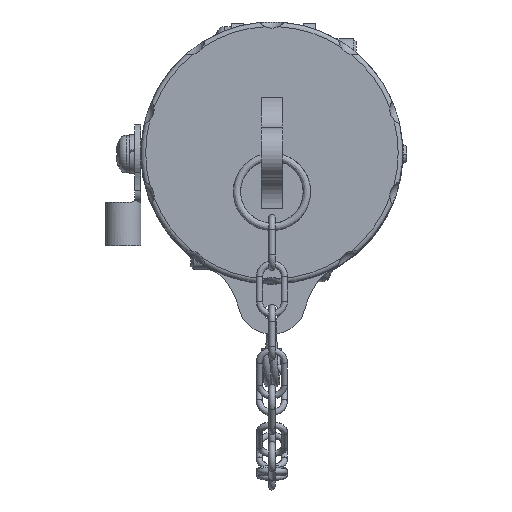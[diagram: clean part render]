
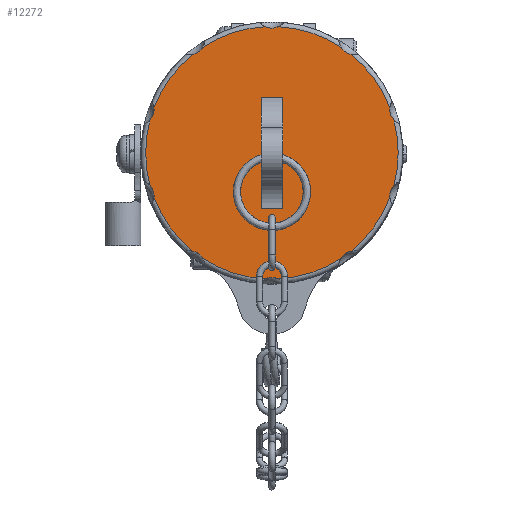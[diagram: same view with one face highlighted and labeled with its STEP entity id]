
A CAD part, top view. The second image highlights one B-rep face of the part: STEP entity #12272.
In plain terms, the highlighted planar face has unit normal (0, 0, 1).
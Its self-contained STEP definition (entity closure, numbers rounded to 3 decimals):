
#189=PLANE('',#13121);
#543=FACE_BOUND('',#3334,.T.);
#1043=LINE('',#18154,#1753);
#1066=LINE('',#19066,#1776);
#1067=LINE('',#19139,#1777);
#1070=LINE('',#19144,#1780);
#1753=VECTOR('',#14492,10.);
#1776=VECTOR('',#14687,10.);
#1777=VECTOR('',#14696,10.);
#1780=VECTOR('',#14703,10.);
#2659=FACE_OUTER_BOUND('',#3333,.T.);
#3333=EDGE_LOOP('',(#8215,#8216,#8217,#8218,#8219,#8220,#8221,#8222,#8223,
#8224,#8225,#8226,#8227,#8228,#8229,#8230,#8231,#8232,#8233,#8234));
#3334=EDGE_LOOP('',(#8235,#8236,#8237,#8238));
#4092=CIRCLE('',#13056,2.5);
#4093=CIRCLE('',#13058,2.5);
#4094=CIRCLE('',#13060,2.5);
#4095=CIRCLE('',#13062,2.5);
#4096=CIRCLE('',#13064,2.5);
#4097=CIRCLE('',#13066,2.5);
#4098=CIRCLE('',#13068,2.5);
#4099=CIRCLE('',#13070,2.5);
#4100=CIRCLE('',#13072,2.5);
#4101=CIRCLE('',#13074,2.5);
#4115=CIRCLE('',#13090,20.25);
#4116=CIRCLE('',#13092,20.25);
#4117=CIRCLE('',#13094,20.25);
#4118=CIRCLE('',#13096,20.25);
#4119=CIRCLE('',#13098,20.25);
#4120=CIRCLE('',#13100,20.25);
#4121=CIRCLE('',#13102,20.25);
#4122=CIRCLE('',#13104,20.25);
#4123=CIRCLE('',#13106,20.25);
#4124=CIRCLE('',#13108,20.25);
#4760=VERTEX_POINT('',#18152);
#4761=VERTEX_POINT('',#18153);
#4795=VERTEX_POINT('',#18700);
#4796=VERTEX_POINT('',#18713);
#4799=VERTEX_POINT('',#18732);
#4800=VERTEX_POINT('',#18745);
#4803=VERTEX_POINT('',#18766);
#4804=VERTEX_POINT('',#18779);
#4807=VERTEX_POINT('',#18798);
#4808=VERTEX_POINT('',#18811);
#4811=VERTEX_POINT('',#18832);
#4812=VERTEX_POINT('',#18845);
#4815=VERTEX_POINT('',#18864);
#4816=VERTEX_POINT('',#18877);
#4819=VERTEX_POINT('',#18896);
#4820=VERTEX_POINT('',#18909);
#4823=VERTEX_POINT('',#18930);
#4824=VERTEX_POINT('',#18943);
#4827=VERTEX_POINT('',#18962);
#4828=VERTEX_POINT('',#18975);
#4831=VERTEX_POINT('',#18994);
#4832=VERTEX_POINT('',#19007);
#4837=VERTEX_POINT('',#19064);
#4838=VERTEX_POINT('',#19065);
#6033=EDGE_CURVE('',#4760,#4761,#1043,.T.);
#6071=EDGE_CURVE('',#4796,#4795,#4092,.T.);
#6076=EDGE_CURVE('',#4800,#4799,#4093,.T.);
#6081=EDGE_CURVE('',#4804,#4803,#4094,.T.);
#6086=EDGE_CURVE('',#4808,#4807,#4095,.T.);
#6091=EDGE_CURVE('',#4812,#4811,#4096,.T.);
#6096=EDGE_CURVE('',#4816,#4815,#4097,.T.);
#6101=EDGE_CURVE('',#4820,#4819,#4098,.T.);
#6106=EDGE_CURVE('',#4824,#4823,#4099,.T.);
#6111=EDGE_CURVE('',#4828,#4827,#4100,.T.);
#6116=EDGE_CURVE('',#4832,#4831,#4101,.T.);
#6133=EDGE_CURVE('',#4815,#4812,#4115,.T.);
#6134=EDGE_CURVE('',#4811,#4820,#4116,.T.);
#6135=EDGE_CURVE('',#4807,#4824,#4117,.T.);
#6136=EDGE_CURVE('',#4819,#4808,#4118,.T.);
#6137=EDGE_CURVE('',#4823,#4804,#4119,.T.);
#6138=EDGE_CURVE('',#4803,#4828,#4120,.T.);
#6139=EDGE_CURVE('',#4827,#4800,#4121,.T.);
#6140=EDGE_CURVE('',#4799,#4832,#4122,.T.);
#6141=EDGE_CURVE('',#4831,#4796,#4123,.T.);
#6142=EDGE_CURVE('',#4795,#4816,#4124,.T.);
#6143=EDGE_CURVE('',#4837,#4838,#1066,.T.);
#6149=EDGE_CURVE('',#4761,#4837,#1067,.T.);
#6152=EDGE_CURVE('',#4760,#4838,#1070,.T.);
#8215=ORIENTED_EDGE('',*,*,#6071,.T.);
#8216=ORIENTED_EDGE('',*,*,#6142,.T.);
#8217=ORIENTED_EDGE('',*,*,#6096,.T.);
#8218=ORIENTED_EDGE('',*,*,#6133,.T.);
#8219=ORIENTED_EDGE('',*,*,#6091,.T.);
#8220=ORIENTED_EDGE('',*,*,#6134,.T.);
#8221=ORIENTED_EDGE('',*,*,#6101,.T.);
#8222=ORIENTED_EDGE('',*,*,#6136,.T.);
#8223=ORIENTED_EDGE('',*,*,#6086,.T.);
#8224=ORIENTED_EDGE('',*,*,#6135,.T.);
#8225=ORIENTED_EDGE('',*,*,#6106,.T.);
#8226=ORIENTED_EDGE('',*,*,#6137,.T.);
#8227=ORIENTED_EDGE('',*,*,#6081,.T.);
#8228=ORIENTED_EDGE('',*,*,#6138,.T.);
#8229=ORIENTED_EDGE('',*,*,#6111,.T.);
#8230=ORIENTED_EDGE('',*,*,#6139,.T.);
#8231=ORIENTED_EDGE('',*,*,#6076,.T.);
#8232=ORIENTED_EDGE('',*,*,#6140,.T.);
#8233=ORIENTED_EDGE('',*,*,#6116,.T.);
#8234=ORIENTED_EDGE('',*,*,#6141,.T.);
#8235=ORIENTED_EDGE('',*,*,#6143,.T.);
#8236=ORIENTED_EDGE('',*,*,#6152,.F.);
#8237=ORIENTED_EDGE('',*,*,#6033,.T.);
#8238=ORIENTED_EDGE('',*,*,#6149,.T.);
#12272=ADVANCED_FACE('',(#2659,#543),#189,.T.);
#13056=AXIS2_PLACEMENT_3D('',#18714,#14559,#14560);
#13058=AXIS2_PLACEMENT_3D('',#18746,#14565,#14566);
#13060=AXIS2_PLACEMENT_3D('',#18780,#14571,#14572);
#13062=AXIS2_PLACEMENT_3D('',#18812,#14577,#14578);
#13064=AXIS2_PLACEMENT_3D('',#18846,#14583,#14584);
#13066=AXIS2_PLACEMENT_3D('',#18878,#14589,#14590);
#13068=AXIS2_PLACEMENT_3D('',#18910,#14595,#14596);
#13070=AXIS2_PLACEMENT_3D('',#18944,#14601,#14602);
#13072=AXIS2_PLACEMENT_3D('',#18976,#14607,#14608);
#13074=AXIS2_PLACEMENT_3D('',#19008,#14613,#14614);
#13090=AXIS2_PLACEMENT_3D('',#19044,#14647,#14648);
#13092=AXIS2_PLACEMENT_3D('',#19046,#14651,#14652);
#13094=AXIS2_PLACEMENT_3D('',#19048,#14655,#14656);
#13096=AXIS2_PLACEMENT_3D('',#19050,#14659,#14660);
#13098=AXIS2_PLACEMENT_3D('',#19052,#14663,#14664);
#13100=AXIS2_PLACEMENT_3D('',#19054,#14667,#14668);
#13102=AXIS2_PLACEMENT_3D('',#19056,#14671,#14672);
#13104=AXIS2_PLACEMENT_3D('',#19058,#14675,#14676);
#13106=AXIS2_PLACEMENT_3D('',#19060,#14679,#14680);
#13108=AXIS2_PLACEMENT_3D('',#19062,#14683,#14684);
#13121=AXIS2_PLACEMENT_3D('',#19152,#14714,#14715);
#14492=DIRECTION('',(0.,1.,0.));
#14559=DIRECTION('center_axis',(0.,0.,-1.));
#14560=DIRECTION('ref_axis',(-1.,0.,0.));
#14565=DIRECTION('center_axis',(0.,0.,-1.));
#14566=DIRECTION('ref_axis',(-1.,0.,0.));
#14571=DIRECTION('center_axis',(0.,0.,-1.));
#14572=DIRECTION('ref_axis',(-1.,0.,0.));
#14577=DIRECTION('center_axis',(0.,0.,-1.));
#14578=DIRECTION('ref_axis',(-1.,0.,0.));
#14583=DIRECTION('center_axis',(0.,0.,-1.));
#14584=DIRECTION('ref_axis',(-1.,0.,0.));
#14589=DIRECTION('center_axis',(0.,0.,-1.));
#14590=DIRECTION('ref_axis',(-1.,0.,0.));
#14595=DIRECTION('center_axis',(0.,0.,-1.));
#14596=DIRECTION('ref_axis',(-1.,0.,0.));
#14601=DIRECTION('center_axis',(0.,0.,-1.));
#14602=DIRECTION('ref_axis',(-1.,0.,0.));
#14607=DIRECTION('center_axis',(0.,0.,-1.));
#14608=DIRECTION('ref_axis',(-1.,0.,0.));
#14613=DIRECTION('center_axis',(0.,0.,-1.));
#14614=DIRECTION('ref_axis',(-1.,0.,0.));
#14647=DIRECTION('center_axis',(0.,0.,1.));
#14648=DIRECTION('ref_axis',(1.,0.,0.));
#14651=DIRECTION('center_axis',(0.,0.,1.));
#14652=DIRECTION('ref_axis',(1.,0.,0.));
#14655=DIRECTION('center_axis',(0.,0.,1.));
#14656=DIRECTION('ref_axis',(1.,0.,0.));
#14659=DIRECTION('center_axis',(0.,0.,1.));
#14660=DIRECTION('ref_axis',(1.,0.,0.));
#14663=DIRECTION('center_axis',(0.,0.,1.));
#14664=DIRECTION('ref_axis',(1.,0.,0.));
#14667=DIRECTION('center_axis',(0.,0.,1.));
#14668=DIRECTION('ref_axis',(1.,0.,0.));
#14671=DIRECTION('center_axis',(0.,0.,1.));
#14672=DIRECTION('ref_axis',(1.,0.,0.));
#14675=DIRECTION('center_axis',(0.,0.,1.));
#14676=DIRECTION('ref_axis',(1.,0.,0.));
#14679=DIRECTION('center_axis',(0.,0.,1.));
#14680=DIRECTION('ref_axis',(1.,0.,0.));
#14683=DIRECTION('center_axis',(0.,0.,1.));
#14684=DIRECTION('ref_axis',(1.,0.,0.));
#14687=DIRECTION('',(0.,-1.,0.));
#14696=DIRECTION('',(1.,0.,0.));
#14703=DIRECTION('',(1.,0.,0.));
#14714=DIRECTION('center_axis',(0.,0.,1.));
#14715=DIRECTION('ref_axis',(1.,0.,0.));
#18152=CARTESIAN_POINT('',(-1.75,-8.94,54.35));
#18153=CARTESIAN_POINT('',(-1.75,8.94,54.35));
#18154=CARTESIAN_POINT('',(-1.75,0.,54.35));
#18700=CARTESIAN_POINT('',(11.051,16.969,54.35));
#18713=CARTESIAN_POINT('',(12.723,15.754,54.35));
#18714=CARTESIAN_POINT('Origin',(13.225,18.203,54.35));
#18732=CARTESIAN_POINT('',(19.553,-5.267,54.35));
#18745=CARTESIAN_POINT('',(18.914,-7.232,54.35));
#18746=CARTESIAN_POINT('Origin',(21.399,-6.953,54.35));
#18766=CARTESIAN_POINT('',(1.033,-20.224,54.35));
#18779=CARTESIAN_POINT('',(-1.033,-20.224,54.35));
#18780=CARTESIAN_POINT('Origin',(0.,-22.5,54.35));
#18798=CARTESIAN_POINT('',(-18.914,-7.232,54.35));
#18811=CARTESIAN_POINT('',(-19.553,-5.267,54.35));
#18812=CARTESIAN_POINT('Origin',(-21.399,-6.953,54.35));
#18832=CARTESIAN_POINT('',(-12.723,15.754,54.35));
#18845=CARTESIAN_POINT('',(-11.051,16.969,54.35));
#18846=CARTESIAN_POINT('Origin',(-13.225,18.203,54.35));
#18864=CARTESIAN_POINT('',(-1.033,20.224,54.35));
#18877=CARTESIAN_POINT('',(1.033,20.224,54.35));
#18878=CARTESIAN_POINT('Origin',(0.,22.5,54.35));
#18896=CARTESIAN_POINT('',(-19.553,5.267,54.35));
#18909=CARTESIAN_POINT('',(-18.914,7.232,54.35));
#18910=CARTESIAN_POINT('Origin',(-21.399,6.953,54.35));
#18930=CARTESIAN_POINT('',(-11.051,-16.969,54.35));
#18943=CARTESIAN_POINT('',(-12.723,-15.754,54.35));
#18944=CARTESIAN_POINT('Origin',(-13.225,-18.203,54.35));
#18962=CARTESIAN_POINT('',(12.723,-15.754,54.35));
#18975=CARTESIAN_POINT('',(11.051,-16.969,54.35));
#18976=CARTESIAN_POINT('Origin',(13.225,-18.203,54.35));
#18994=CARTESIAN_POINT('',(18.914,7.232,54.35));
#19007=CARTESIAN_POINT('',(19.553,5.267,54.35));
#19008=CARTESIAN_POINT('Origin',(21.399,6.953,54.35));
#19044=CARTESIAN_POINT('Origin',(0.,0.,
54.35));
#19046=CARTESIAN_POINT('Origin',(0.,0.,
54.35));
#19048=CARTESIAN_POINT('Origin',(0.,0.,
54.35));
#19050=CARTESIAN_POINT('Origin',(0.,0.,
54.35));
#19052=CARTESIAN_POINT('Origin',(0.,0.,
54.35));
#19054=CARTESIAN_POINT('Origin',(0.,0.,
54.35));
#19056=CARTESIAN_POINT('Origin',(0.,0.,
54.35));
#19058=CARTESIAN_POINT('Origin',(0.,0.,
54.35));
#19060=CARTESIAN_POINT('Origin',(0.,0.,
54.35));
#19062=CARTESIAN_POINT('Origin',(0.,0.,
54.35));
#19064=CARTESIAN_POINT('',(1.75,8.94,54.35));
#19065=CARTESIAN_POINT('',(1.75,-8.94,54.35));
#19066=CARTESIAN_POINT('',(1.75,0.,54.35));
#19139=CARTESIAN_POINT('',(0.,8.94,54.35));
#19144=CARTESIAN_POINT('',(0.,-8.94,54.35));
#19152=CARTESIAN_POINT('Origin',(0.,0.,
54.35));
